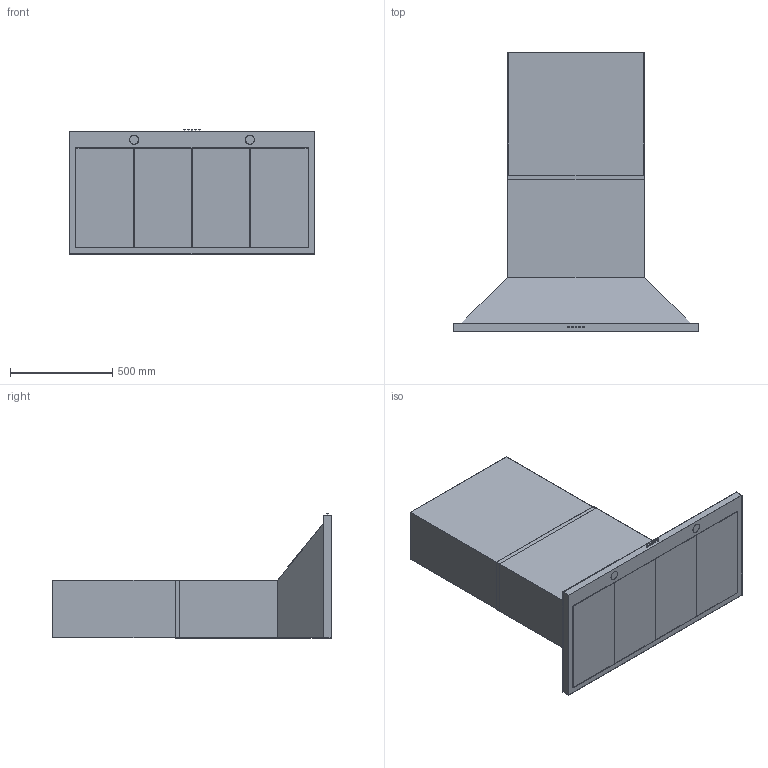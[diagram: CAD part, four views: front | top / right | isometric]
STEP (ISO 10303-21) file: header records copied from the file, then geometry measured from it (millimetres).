
FILE_DESCRIPTION((''),'2;1');
FILE_NAME('CL6272','2021-02-12T',('seona'),(''),'CREO PARAMETRIC BY PTC INC, 2016260','CREO PARAMETRIC BY PTC INC, 2016260','');
FILE_SCHEMA(('CONFIG_CONTROL_DESIGN'));
Length unit declared in the file: millimetre
Products named in the file (1): CL6272
Bounding box: 1200 x 1365 x 608 mm (x, y, z)
Volume: 19795400.3 mm3; surface area: 7906074.2 mm2
Topology: 8 solids, 8 shells, 90 faces, 202 edges, 134 vertices
Faces by surface type: plane 72, cylinder 18
Entity records: 2526 total; most frequent: CARTESIAN_POINT 426, DIRECTION 418, ORIENTED_EDGE 404, EDGE_CURVE 202, VECTOR 166, LINE 166, VERTEX_POINT 134, AXIS2_PLACEMENT_3D 126
